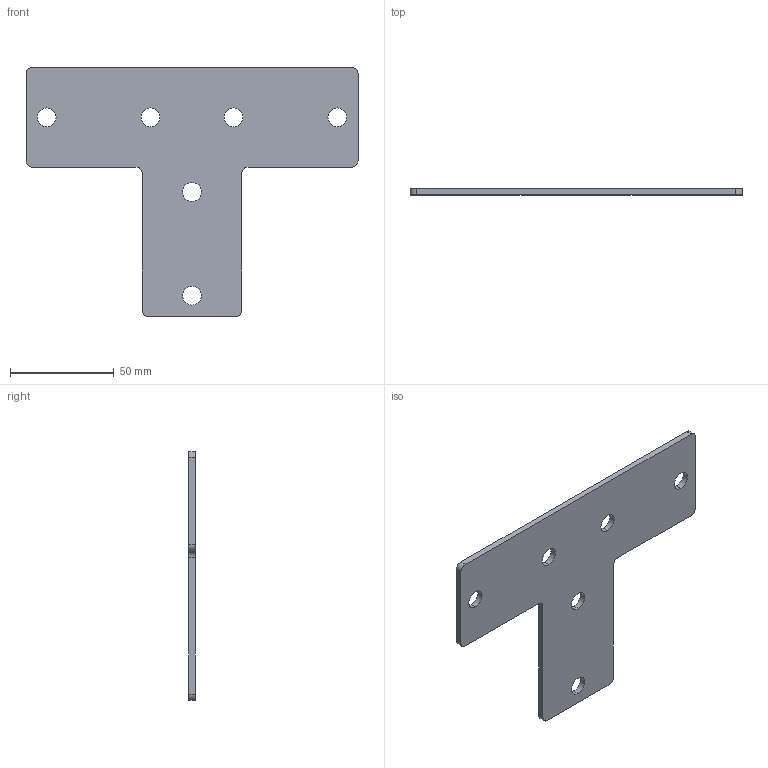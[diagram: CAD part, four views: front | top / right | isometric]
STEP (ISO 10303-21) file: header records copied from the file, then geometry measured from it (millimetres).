
FILE_DESCRIPTION(('Creo Elements/Direct Modeling STEP Export'),'2;1');
FILE_NAME('55.0170.1_T-Platte-MMS-55_3mm-chem-vernickelt.stp','2022-03-21T 8:06:51',(''),(''),'PTC Creo Elements/Direct Modeling STEP processor for AP214 (Solid Model)','PTC Creo Elements/Direct Modeling 19.0C 15-Aug-2015 (C) Parametric Technology GmbH','');
FILE_SCHEMA(('AUTOMOTIVE_DESIGN { 1 0 10303 214 1 1 1 1 }'));
Length unit declared in the file: millimetre
Products named in the file (1): T-Platte-MMS-55_3mm-chem-vernickelt_55.0170.1_PX176099
Bounding box: 160 x 3 x 120 mm (x, y, z)
Volume: 32239.7 mm3; surface area: 23651.2 mm2
Topology: 1 solids, 1 shells, 30 faces, 84 edges, 56 vertices
Faces by surface type: cylinder 20, plane 10
Entity records: 974 total; most frequent: ORIENTED_EDGE 168, DIRECTION 162, CARTESIAN_POINT 159, EDGE_CURVE 84, AXIS2_PLACEMENT_3D 59, VERTEX_POINT 56, VECTOR 44, LINE 44
